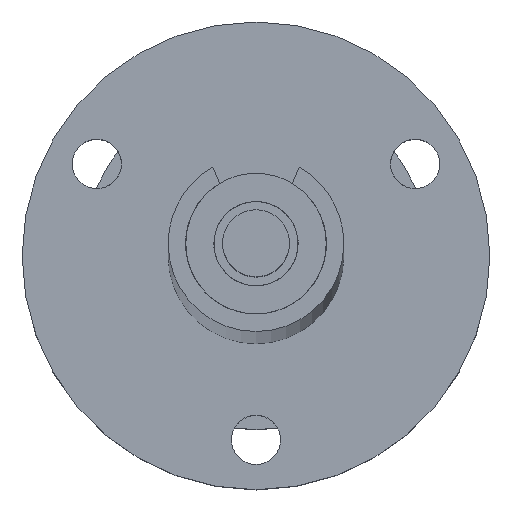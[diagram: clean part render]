
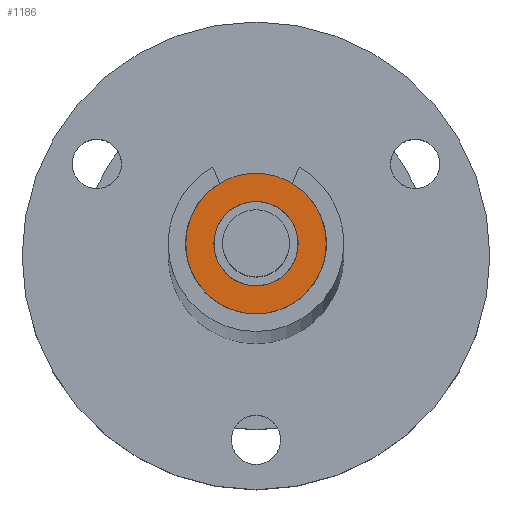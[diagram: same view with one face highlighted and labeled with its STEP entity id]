
A CAD part, top view. The second image highlights one B-rep face of the part: STEP entity #1186.
In plain terms, the highlighted face is planar.
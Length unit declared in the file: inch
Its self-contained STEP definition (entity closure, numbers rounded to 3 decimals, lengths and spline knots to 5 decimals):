
#48 = VERTEX_POINT ( 'NONE', #1538 ) ;
#95 = EDGE_CURVE ( 'NONE', #1642, #2946, #715, .T. ) ;
#179 = CARTESIAN_POINT ( 'NONE',  ( 0., 0., 0. ) ) ;
#212 = DIRECTION ( 'NONE',  ( 1., 0., 0. ) ) ;
#281 = VERTEX_POINT ( 'NONE', #1906 ) ;
#406 = FACE_BOUND ( 'NONE', #939, .T. ) ;
#457 = DIRECTION ( 'NONE',  ( 0., 0., 1. ) ) ;
#715 = CIRCLE ( 'NONE', #2373, 0.118 ) ;
#742 = CARTESIAN_POINT ( 'NONE',  ( 0., 0., 0. ) ) ;
#826 = CARTESIAN_POINT ( 'NONE',  ( 0.118, 0., 0. ) ) ;
#939 = EDGE_LOOP ( 'NONE', ( #2166, #988 ) ) ;
#957 = PLANE ( 'NONE',  #1198 ) ;
#988 = ORIENTED_EDGE ( 'NONE', *, *, #2181, .T. ) ;
#996 = DIRECTION ( 'NONE',  ( 0., 0., 1. ) ) ;
#1002 = DIRECTION ( 'NONE',  ( 1., 0., 0. ) ) ;
#1041 = CARTESIAN_POINT ( 'NONE',  ( 0., 0., 0. ) ) ;
#1186 = ADVANCED_FACE ( 'NONE', ( #406, #1280 ), #957, .T. ) ;
#1198 = AXIS2_PLACEMENT_3D ( 'NONE', #2613, #2096, #2651 ) ;
#1280 = FACE_OUTER_BOUND ( 'NONE', #1646, .T. ) ;
#1335 = CARTESIAN_POINT ( 'NONE',  ( -0.118, 0., 0. ) ) ;
#1428 = CIRCLE ( 'NONE', #2252, 0.19725 ) ;
#1517 = ORIENTED_EDGE ( 'NONE', *, *, #2423, .F. ) ;
#1521 = DIRECTION ( 'NONE',  ( 0., 0., 1. ) ) ;
#1538 = CARTESIAN_POINT ( 'NONE',  ( -0.19725, 0., 0. ) ) ;
#1642 = VERTEX_POINT ( 'NONE', #826 ) ;
#1646 = EDGE_LOOP ( 'NONE', ( #1517, #2520 ) ) ;
#1906 = CARTESIAN_POINT ( 'NONE',  ( 0.19725, 0., 0. ) ) ;
#2096 = DIRECTION ( 'NONE',  ( 0., 0., -1. ) ) ;
#2100 = CARTESIAN_POINT ( 'NONE',  ( 0., 0., 0. ) ) ;
#2166 = ORIENTED_EDGE ( 'NONE', *, *, #95, .T. ) ;
#2181 = EDGE_CURVE ( 'NONE', #2946, #1642, #2306, .T. ) ;
#2190 = AXIS2_PLACEMENT_3D ( 'NONE', #1041, #457, #212 ) ;
#2252 = AXIS2_PLACEMENT_3D ( 'NONE', #179, #2987, #2431 ) ;
#2306 = CIRCLE ( 'NONE', #2190, 0.118 ) ;
#2373 = AXIS2_PLACEMENT_3D ( 'NONE', #2100, #1521, #1002 ) ;
#2392 = AXIS2_PLACEMENT_3D ( 'NONE', #742, #996, #3562 ) ;
#2423 = EDGE_CURVE ( 'NONE', #281, #48, #1428, .T. ) ;
#2431 = DIRECTION ( 'NONE',  ( 1., 0., 0. ) ) ;
#2520 = ORIENTED_EDGE ( 'NONE', *, *, #3004, .F. ) ;
#2613 = CARTESIAN_POINT ( 'NONE',  ( 0., 0., 0. ) ) ;
#2651 = DIRECTION ( 'NONE',  ( -1., 0., 0. ) ) ;
#2780 = CIRCLE ( 'NONE', #2392, 0.19725 ) ;
#2946 = VERTEX_POINT ( 'NONE', #1335 ) ;
#2987 = DIRECTION ( 'NONE',  ( 0., 0., 1. ) ) ;
#3004 = EDGE_CURVE ( 'NONE', #48, #281, #2780, .T. ) ;
#3562 = DIRECTION ( 'NONE',  ( 1., 0., 0. ) ) ;
